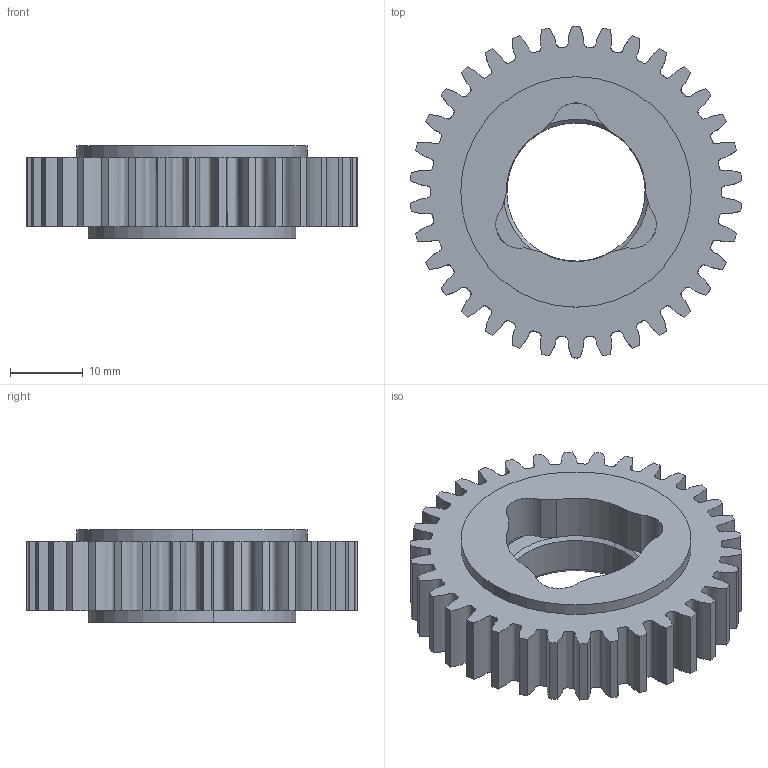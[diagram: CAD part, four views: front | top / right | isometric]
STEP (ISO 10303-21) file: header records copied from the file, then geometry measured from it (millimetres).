
FILE_DESCRIPTION (( 'STEP AP203' ), '1' );
FILE_NAME ('34.Ballshift.VP.STEP', '2014-06-21T22:51:58', ( '' ), ( '' ), 'SwSTEP 2.0', 'SolidWorks 2013', '' );
FILE_SCHEMA (( 'CONFIG_CONTROL_DESIGN' ));
Length unit declared in the file: inch
Products named in the file (3): 217-3212-001 Rev1_34t; 217-2428-022 Rev1; 34.Ballshift.VP
Assembly tree (2 placements, depth 2):
  34.Ballshift.VP
    217-3212-001 Rev1_34t
    217-2428-022 Rev1
Bounding box: 45.61 x 45.72 x 12.7 mm (x, y, z)
Volume: 12504.5 mm3; surface area: 7314.7 mm2
Topology: 2 solids, 2 shells, 107 faces, 292 edges, 192 vertices
Faces by surface type: cylinder 52, bspline 34, plane 13, cone 8
Entity records: 15497 total; most frequent: CARTESIAN_POINT 12598, ORIENTED_EDGE 584, DIRECTION 492, EDGE_CURVE 292, VERTEX_POINT 192, AXIS2_PLACEMENT_3D 190, EDGE_LOOP 114, VECTOR 112
